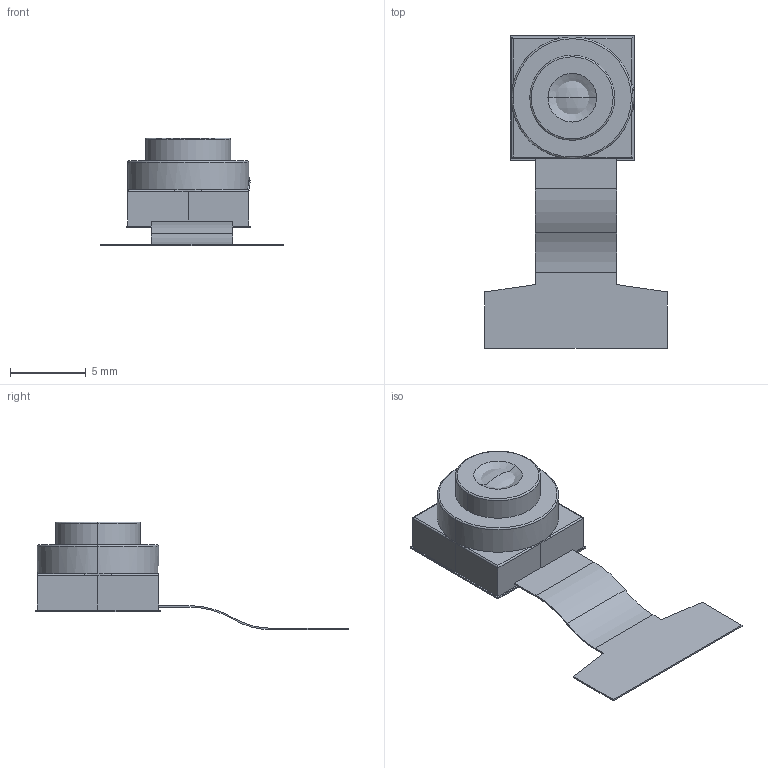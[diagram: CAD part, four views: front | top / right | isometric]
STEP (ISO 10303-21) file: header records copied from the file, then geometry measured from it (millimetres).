
FILE_DESCRIPTION (( 'STEP AP214' ), '1' );
FILE_NAME ('ESP32-cam(camera).STEP', '2023-10-05T15:20:43', ( '' ), ( '' ), 'SwSTEP 2.0', 'SolidWorks 2020', '' );
FILE_SCHEMA (( 'AUTOMOTIVE_DESIGN' ));
Length unit declared in the file: millimetre
Products named in the file (7): Body014.step; Body011.step; ESP32-cam.step; Body012.step; scotxh.step; OV2640 camera.step; ESP32-cam(camera)
Assembly tree (6 placements, depth 4):
  ESP32-cam(camera)
    ESP32-cam.step
      OV2640 camera.step
        Body011.step
        Body012.step
      scotxh.step
      Body014.step
Bounding box: 12 x 20.6 x 7.1 mm (x, y, z)
Volume: 301.2 mm3; surface area: 619.5 mm2
Topology: 4 solids, 4 shells, 68 faces, 150 edges, 93 vertices
Faces by surface type: plane 40, cylinder 16, torus 4, bspline 4, cone 2, sphere 2
Entity records: 2506 total; most frequent: CARTESIAN_POINT 800, DIRECTION 314, ORIENTED_EDGE 300, EDGE_CURVE 150, AXIS2_PLACEMENT_3D 115, VERTEX_POINT 93, VECTOR 84, LINE 84
